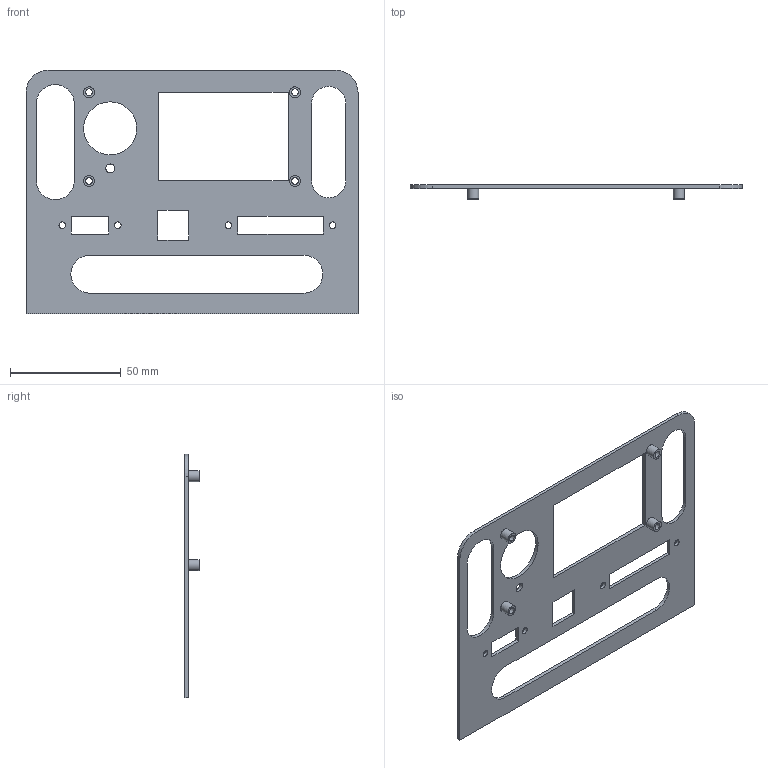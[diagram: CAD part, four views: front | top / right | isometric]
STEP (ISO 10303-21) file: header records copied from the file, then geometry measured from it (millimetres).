
FILE_DESCRIPTION(('FreeCAD Model'),'2;1');
FILE_NAME('Open CASCADE Shape Model','2023-12-15T18:29:28',('Author'),( ''),'Open CASCADE STEP processor 7.5','FreeCAD','Unknown');
FILE_SCHEMA(('AUTOMOTIVE_DESIGN { 1 0 10303 214 1 1 1 1 }'));
Length unit declared in the file: millimetre
Products named in the file (1): Panel_CutWIthText
Bounding box: 150 x 6.35 x 110 mm (x, y, z)
Volume: 15323.4 mm3; surface area: 22169.9 mm2
Topology: 1 solids, 1 shells, 475 faces, 1299 edges, 866 vertices
Faces by surface type: extrusion 249, plane 200, cylinder 26
Full cylindrical faces by diameter (mm): 3 x12, 4 x1, 5 x4, 24 x1
Entity records: 16957 total; most frequent: CARTESIAN_POINT 5739, ORIENTED_EDGE 2598, DIRECTION 1556, EDGE_CURVE 1299, VECTOR 998, VERTEX_POINT 866, LINE 749, B_SPLINE_CURVE_WITH_KNOTS 747
